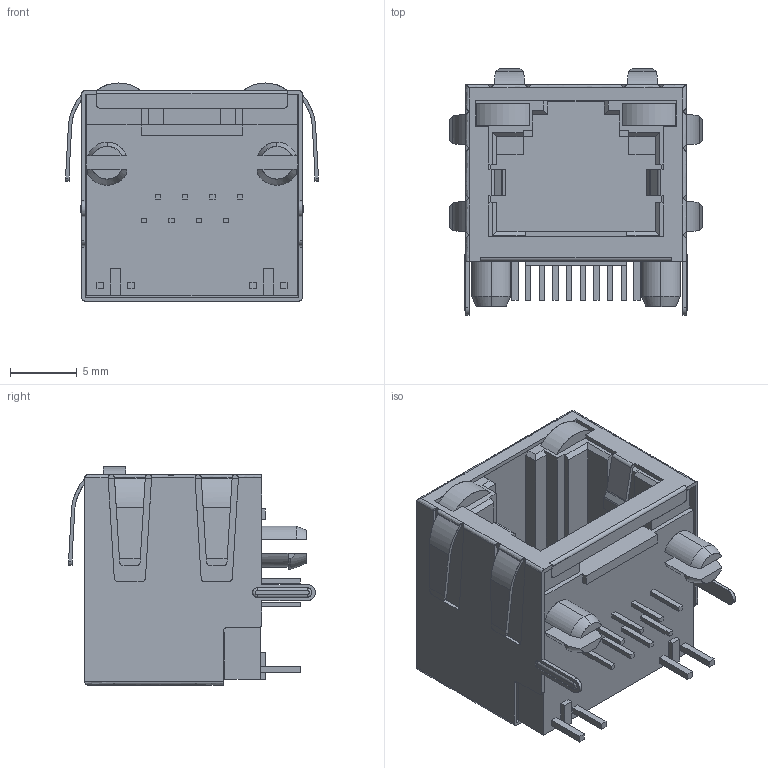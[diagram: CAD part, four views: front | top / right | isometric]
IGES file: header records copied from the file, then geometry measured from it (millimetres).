
Start section: SolidWorks IGES file using analytic representation for surfaces
Global section: file name: GWLX-S9-88-G-Y_rA8.IGS; native system: SolidWorks 2012; preprocessor: SolidWorks 2012; author: Daniel; date: 130501.132021; units: millimetre
Bounding box: 18.9 x 18.45 x 16.32 mm (x, y, z)
Surface area: 3629.7 mm2 (no closed solid volume)
Topology: 0 solids, 0 shells, 423 faces, 3008 edges, 3008 vertices
Faces by surface type: bspline 290, revolution 133
